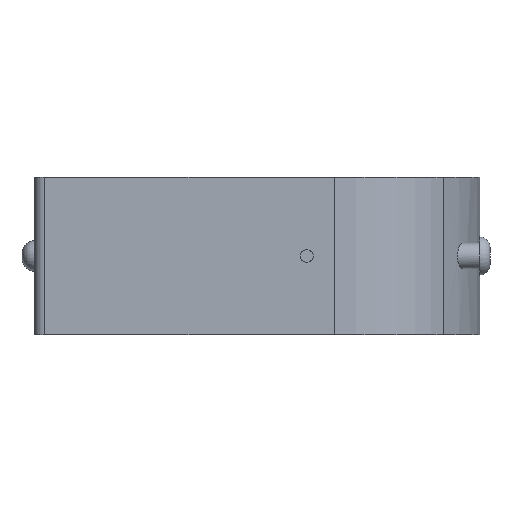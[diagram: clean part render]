
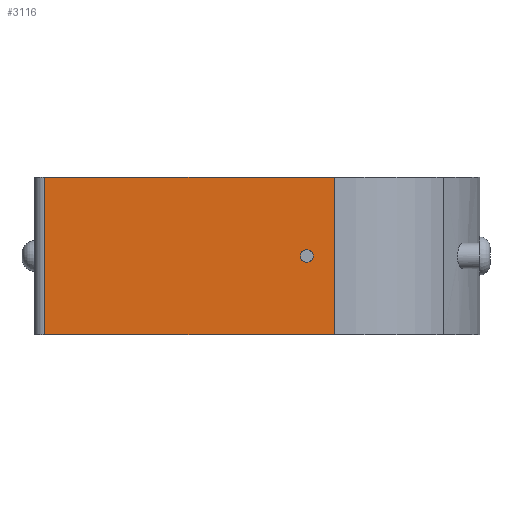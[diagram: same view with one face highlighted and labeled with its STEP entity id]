
A CAD part, left-side view. The second image highlights one B-rep face of the part: STEP entity #3116.
In plain terms, the highlighted planar face has unit normal (-1, 0, 0).
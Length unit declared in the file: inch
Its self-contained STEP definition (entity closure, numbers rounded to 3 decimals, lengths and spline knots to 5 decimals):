
#306 = AXIS2_PLACEMENT_3D ( 'NONE', #1613, #4385, #2009 ) ;
#480 = CARTESIAN_POINT ( 'NONE',  ( 0., 0.5729, 0.31 ) ) ;
#495 = CARTESIAN_POINT ( 'NONE',  ( 0., 0.5729, 0.31 ) ) ;
#558 = VECTOR ( 'NONE', #3325, 39.37008 ) ;
#723 = CARTESIAN_POINT ( 'NONE',  ( 0., 1.71, 0.31 ) ) ;
#775 = VERTEX_POINT ( 'NONE', #495 ) ;
#785 = DIRECTION ( 'NONE',  ( -1., 0., 0. ) ) ;
#823 = CIRCLE ( 'NONE', #2629, 0.025 ) ;
#849 = ORIENTED_EDGE ( 'NONE', *, *, #2804, .F. ) ;
#1153 = CARTESIAN_POINT ( 'NONE',  ( 0., 1.71, 0.31 ) ) ;
#1523 = ORIENTED_EDGE ( 'NONE', *, *, #4567, .F. ) ;
#1585 = VERTEX_POINT ( 'NONE', #4574 ) ;
#1613 = CARTESIAN_POINT ( 'NONE',  ( 0., 0.68, 0. ) ) ;
#1721 = ORIENTED_EDGE ( 'NONE', *, *, #3077, .T. ) ;
#1751 = ORIENTED_EDGE ( 'NONE', *, *, #3545, .F. ) ;
#1953 = CARTESIAN_POINT ( 'NONE',  ( 0., 1.71, 0.31 ) ) ;
#1959 = DIRECTION ( 'NONE',  ( 0., -1., 0. ) ) ;
#2009 = DIRECTION ( 'NONE',  ( 0., 0., 1. ) ) ;
#2034 = VERTEX_POINT ( 'NONE', #3609 ) ;
#2215 = CARTESIAN_POINT ( 'NONE',  ( 0., 0.68, -0.025 ) ) ;
#2310 = VECTOR ( 'NONE', #1959, 39.37008 ) ;
#2371 = PLANE ( 'NONE',  #3227 ) ;
#2576 = EDGE_LOOP ( 'NONE', ( #1751, #1523 ) ) ;
#2629 = AXIS2_PLACEMENT_3D ( 'NONE', #3209, #785, #3620 ) ;
#2762 = DIRECTION ( 'NONE',  ( 0., 0., -1. ) ) ;
#2804 = EDGE_CURVE ( 'NONE', #1585, #775, #5257, .T. ) ;
#3077 = EDGE_CURVE ( 'NONE', #2034, #3314, #3362, .T. ) ;
#3102 = EDGE_CURVE ( 'NONE', #1585, #2034, #3230, .T. ) ;
#3105 = FACE_OUTER_BOUND ( 'NONE', #4090, .T. ) ;
#3116 = ADVANCED_FACE ( 'PLANAR_7', ( #4298, #3105 ), #2371, .F. ) ;
#3209 = CARTESIAN_POINT ( 'NONE',  ( 0., 0.68, 0. ) ) ;
#3227 = AXIS2_PLACEMENT_3D ( 'NONE', #723, #5151, #2762 ) ;
#3230 = LINE ( 'NONE', #1153, #4415 ) ;
#3314 = VERTEX_POINT ( 'NONE', #5024 ) ;
#3325 = DIRECTION ( 'NONE',  ( 0., 0., -1. ) ) ;
#3362 = LINE ( 'NONE', #4337, #2310 ) ;
#3387 = VERTEX_POINT ( 'NONE', #4291 ) ;
#3545 = EDGE_CURVE ( 'NONE', #3387, #3842, #4535, .T. ) ;
#3609 = CARTESIAN_POINT ( 'NONE',  ( 0., 1.71, -0.31 ) ) ;
#3620 = DIRECTION ( 'NONE',  ( 0., 0., 1. ) ) ;
#3758 = EDGE_CURVE ( 'NONE', #775, #3314, #4596, .T. ) ;
#3842 = VERTEX_POINT ( 'NONE', #2215 ) ;
#3950 = DIRECTION ( 'NONE',  ( 0., 0., -1. ) ) ;
#4090 = EDGE_LOOP ( 'NONE', ( #4860, #1721, #5185, #849 ) ) ;
#4291 = CARTESIAN_POINT ( 'NONE',  ( 0., 0.68, 0.025 ) ) ;
#4298 = FACE_BOUND ( 'NONE', #2576, .T. ) ;
#4337 = CARTESIAN_POINT ( 'NONE',  ( 0., 1.71, -0.31 ) ) ;
#4385 = DIRECTION ( 'NONE',  ( -1., 0., 0. ) ) ;
#4415 = VECTOR ( 'NONE', #3950, 39.37008 ) ;
#4535 = CIRCLE ( 'NONE', #306, 0.025 ) ;
#4567 = EDGE_CURVE ( 'NONE', #3842, #3387, #823, .T. ) ;
#4574 = CARTESIAN_POINT ( 'NONE',  ( 0., 1.71, 0.31 ) ) ;
#4596 = LINE ( 'NONE', #480, #558 ) ;
#4860 = ORIENTED_EDGE ( 'NONE', *, *, #3102, .T. ) ;
#5024 = CARTESIAN_POINT ( 'NONE',  ( 0., 0.5729, -0.31 ) ) ;
#5124 = DIRECTION ( 'NONE',  ( 0., -1., 0. ) ) ;
#5126 = VECTOR ( 'NONE', #5124, 39.37008 ) ;
#5151 = DIRECTION ( 'NONE',  ( 1., 0., 0. ) ) ;
#5185 = ORIENTED_EDGE ( 'NONE', *, *, #3758, .F. ) ;
#5257 = LINE ( 'NONE', #1953, #5126 ) ;
